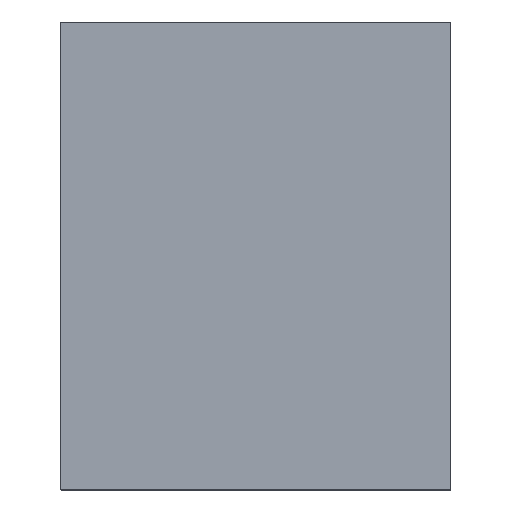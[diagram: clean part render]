
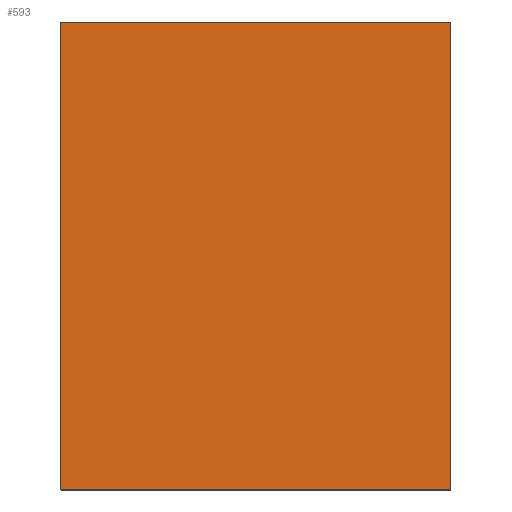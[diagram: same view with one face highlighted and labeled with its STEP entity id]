
A CAD part, left-side view. The second image highlights one B-rep face of the part: STEP entity #593.
In plain terms, the highlighted planar face has unit normal (-1, 0, 0).
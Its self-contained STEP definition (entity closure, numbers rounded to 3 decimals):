
#80 = LINE ( 'NONE', #2011, #1070 ) ;
#91 = CARTESIAN_POINT ( 'NONE',  ( -25., -15., 18. ) ) ;
#164 = LINE ( 'NONE', #1964, #1908 ) ;
#193 = FACE_OUTER_BOUND ( 'NONE', #967, .T. ) ;
#543 = DIRECTION ( 'NONE',  ( -1., 0., 0. ) ) ;
#593 = ADVANCED_FACE ( 'NONE', ( #193 ), #854, .T. ) ;
#717 = CARTESIAN_POINT ( 'NONE',  ( -25., 15., 18. ) ) ;
#719 = CARTESIAN_POINT ( 'NONE',  ( -25., 15., -18. ) ) ;
#744 = VERTEX_POINT ( 'NONE', #1785 ) ;
#758 = VERTEX_POINT ( 'NONE', #91 ) ;
#774 = ORIENTED_EDGE ( 'NONE', *, *, #1287, .T. ) ;
#787 = LINE ( 'NONE', #1420, #1632 ) ;
#845 = ORIENTED_EDGE ( 'NONE', *, *, #1957, .F. ) ;
#854 = PLANE ( 'NONE',  #1664 ) ;
#901 = LINE ( 'NONE', #1344, #1972 ) ;
#912 = DIRECTION ( 'NONE',  ( 0., 0., 1. ) ) ;
#938 = EDGE_CURVE ( 'NONE', #744, #1209, #787, .T. ) ;
#967 = EDGE_LOOP ( 'NONE', ( #845, #1949, #774, #1515 ) ) ;
#1012 = CARTESIAN_POINT ( 'NONE',  ( -25., -15., -18. ) ) ;
#1066 = DIRECTION ( 'NONE',  ( 0., 1., 0. ) ) ;
#1070 = VECTOR ( 'NONE', #1066, 1000. ) ;
#1149 = DIRECTION ( 'NONE',  ( 0., 0., 1. ) ) ;
#1163 = DIRECTION ( 'NONE',  ( 0., 0., 1. ) ) ;
#1209 = VERTEX_POINT ( 'NONE', #719 ) ;
#1214 = EDGE_CURVE ( 'NONE', #758, #1693, #80, .T. ) ;
#1287 = EDGE_CURVE ( 'NONE', #744, #758, #901, .T. ) ;
#1344 = CARTESIAN_POINT ( 'NONE',  ( -25., -15., -18. ) ) ;
#1420 = CARTESIAN_POINT ( 'NONE',  ( -25., -15., -18. ) ) ;
#1515 = ORIENTED_EDGE ( 'NONE', *, *, #1214, .T. ) ;
#1632 = VECTOR ( 'NONE', #1903, 1000. ) ;
#1664 = AXIS2_PLACEMENT_3D ( 'NONE', #1012, #543, #1163 ) ;
#1693 = VERTEX_POINT ( 'NONE', #717 ) ;
#1785 = CARTESIAN_POINT ( 'NONE',  ( -25., -15., -18. ) ) ;
#1903 = DIRECTION ( 'NONE',  ( 0., 1., 0. ) ) ;
#1908 = VECTOR ( 'NONE', #1149, 1000. ) ;
#1949 = ORIENTED_EDGE ( 'NONE', *, *, #938, .F. ) ;
#1957 = EDGE_CURVE ( 'NONE', #1209, #1693, #164, .T. ) ;
#1964 = CARTESIAN_POINT ( 'NONE',  ( -25., 15., -18. ) ) ;
#1972 = VECTOR ( 'NONE', #912, 1000. ) ;
#2011 = CARTESIAN_POINT ( 'NONE',  ( -25., -15., 18. ) ) ;
